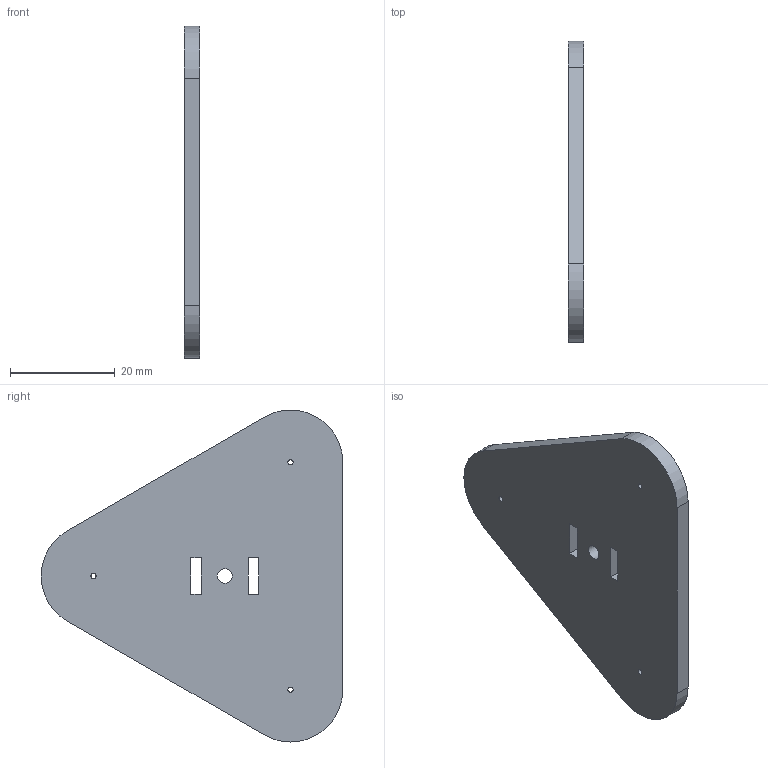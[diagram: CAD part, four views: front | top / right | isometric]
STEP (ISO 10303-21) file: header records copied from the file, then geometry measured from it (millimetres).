
FILE_DESCRIPTION(/* description */ (''),/* implementation_level */ '2;1');
FILE_NAME(/* name */ 'RibEnd.stp',/* time_stamp */ '2014-11-09T13:22:19-08:00',/* author */ ('Ryan'),/* organization */ (''),/* preprocessor_version */ 'ST-DEVELOPER v15.6',/* originating_system */ 'Autodesk Inventor 2015',/* authorisation */ '');
FILE_SCHEMA (('AUTOMOTIVE_DESIGN { 1 0 10303 214 3 1 1 }'));
Length unit declared in the file: millimetre
Products named in the file (1): RibEnd
Bounding box: 3 x 57.69 x 63.52 mm (x, y, z)
Volume: 7209 mm3; surface area: 5549.3 mm2
Topology: 1 solids, 1 shells, 20 faces, 57 edges, 39 vertices
Faces by surface type: plane 13, cylinder 7
Full cylindrical faces by diameter (mm): 1 x3, 2.85 x1
Entity records: 660 total; most frequent: CARTESIAN_POINT 107, DIRECTION 106, ORIENTED_EDGE 100, EDGE_CURVE 50, LINE 36, VECTOR 36, EDGE_LOOP 36, VERTEX_POINT 36
